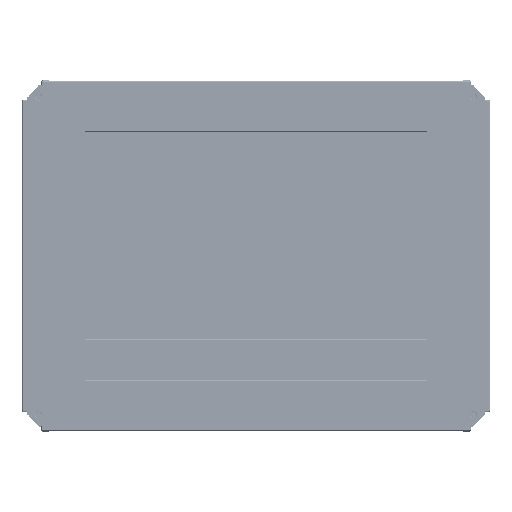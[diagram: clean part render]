
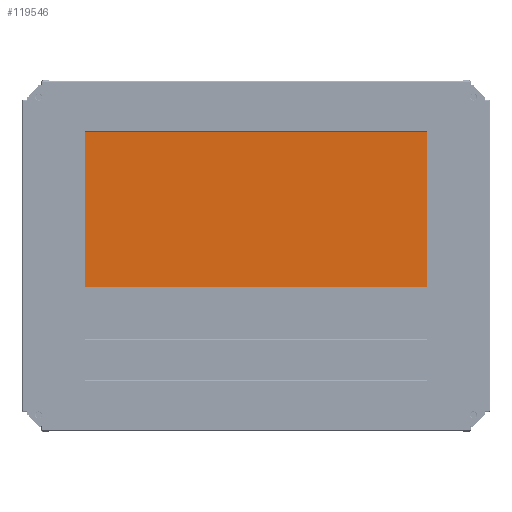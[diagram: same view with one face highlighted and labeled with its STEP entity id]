
A CAD part, front view. The second image highlights one B-rep face of the part: STEP entity #119546.
In plain terms, the highlighted planar face has unit normal (0, -1, 0).
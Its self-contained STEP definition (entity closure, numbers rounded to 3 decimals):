
#114 = DIRECTION ( 'NONE',  ( 0., 1., 0. ) ) ;
#1030 = ORIENTED_EDGE ( 'NONE', *, *, #141703, .F. ) ;
#2413 = PLANE ( 'NONE',  #294218 ) ;
#3977 = ORIENTED_EDGE ( 'NONE', *, *, #177642, .F. ) ;
#7423 = CARTESIAN_POINT ( 'NONE',  ( 308., 18., 215. ) ) ;
#14600 = DIRECTION ( 'NONE',  ( -1., 0., 0. ) ) ;
#18583 = CARTESIAN_POINT ( 'NONE',  ( -308., 18., 215. ) ) ;
#24535 = DIRECTION ( 'NONE',  ( 0., 0., 1. ) ) ;
#30276 = CARTESIAN_POINT ( 'NONE',  ( -292., 18., -52.5 ) ) ;
#31949 = CARTESIAN_POINT ( 'NONE',  ( 292., 18., -55. ) ) ;
#34474 = CARTESIAN_POINT ( 'NONE',  ( 308., 18., -55. ) ) ;
#37059 = VECTOR ( 'NONE', #85583, 1000. ) ;
#46030 = EDGE_CURVE ( 'NONE', #186410, #86634, #172570, .T. ) ;
#50482 = CARTESIAN_POINT ( 'NONE',  ( -308., 18., -55. ) ) ;
#50505 = VECTOR ( 'NONE', #14600, 1000. ) ;
#51903 = DIRECTION ( 'NONE',  ( 0., 0., 1. ) ) ;
#53060 = VERTEX_POINT ( 'NONE', #30276 ) ;
#54524 = CARTESIAN_POINT ( 'NONE',  ( 308., 18., 215. ) ) ;
#58189 = DIRECTION ( 'NONE',  ( 1., 0., 0. ) ) ;
#61485 = VECTOR ( 'NONE', #290594, 1000. ) ;
#66021 = LINE ( 'NONE', #54524, #172202 ) ;
#67889 = CARTESIAN_POINT ( 'NONE',  ( 308., 18., -55. ) ) ;
#70379 = LINE ( 'NONE', #34474, #61485 ) ;
#71846 = EDGE_CURVE ( 'NONE', #159960, #298875, #156611, .T. ) ;
#75738 = DIRECTION ( 'NONE',  ( 0., 0., 1. ) ) ;
#85583 = DIRECTION ( 'NONE',  ( 0., 0., -1. ) ) ;
#86634 = VERTEX_POINT ( 'NONE', #347081 ) ;
#87322 = VERTEX_POINT ( 'NONE', #191744 ) ;
#87961 = VERTEX_POINT ( 'NONE', #50482 ) ;
#88441 = LINE ( 'NONE', #161952, #145878 ) ;
#97389 = EDGE_CURVE ( 'NONE', #345835, #159960, #88441, .T. ) ;
#107511 = DIRECTION ( 'NONE',  ( -1., 0., 0. ) ) ;
#108125 = LINE ( 'NONE', #67889, #50505 ) ;
#117843 = ORIENTED_EDGE ( 'NONE', *, *, #135318, .F. ) ;
#119546 = ADVANCED_FACE ( 'NONE', ( #123213 ), #2413, .F. ) ;
#123213 = FACE_OUTER_BOUND ( 'NONE', #256550, .T. ) ;
#126284 = CARTESIAN_POINT ( 'NONE',  ( -292., 18., 212.5 ) ) ;
#132002 = EDGE_CURVE ( 'NONE', #87322, #186410, #108125, .T. ) ;
#132444 = VECTOR ( 'NONE', #75738, 1000. ) ;
#133026 = EDGE_CURVE ( 'NONE', #53060, #340992, #320426, .T. ) ;
#134769 = ORIENTED_EDGE ( 'NONE', *, *, #71846, .F. ) ;
#134789 = CARTESIAN_POINT ( 'NONE',  ( -292., 18., 215. ) ) ;
#134817 = CARTESIAN_POINT ( 'NONE',  ( 308., 18., 215. ) ) ;
#135318 = EDGE_CURVE ( 'NONE', #151019, #221100, #66021, .T. ) ;
#135646 = LINE ( 'NONE', #134789, #365737 ) ;
#141703 = EDGE_CURVE ( 'NONE', #298875, #87322, #348391, .T. ) ;
#143644 = CARTESIAN_POINT ( 'NONE',  ( -292., 18., -52.5 ) ) ;
#145878 = VECTOR ( 'NONE', #24535, 1000. ) ;
#147749 = VECTOR ( 'NONE', #164460, 1000. ) ;
#151019 = VERTEX_POINT ( 'NONE', #262564 ) ;
#156611 = LINE ( 'NONE', #134817, #147749 ) ;
#158452 = ORIENTED_EDGE ( 'NONE', *, *, #167291, .F. ) ;
#159960 = VERTEX_POINT ( 'NONE', #270871 ) ;
#161952 = CARTESIAN_POINT ( 'NONE',  ( 292., 18., 212.5 ) ) ;
#164460 = DIRECTION ( 'NONE',  ( 1., 0., 0. ) ) ;
#166839 = CARTESIAN_POINT ( 'NONE',  ( 292., 18., -52.5 ) ) ;
#167291 = EDGE_CURVE ( 'NONE', #340992, #87961, #70379, .T. ) ;
#172202 = VECTOR ( 'NONE', #58189, 1000. ) ;
#172570 = LINE ( 'NONE', #219154, #132444 ) ;
#177642 = EDGE_CURVE ( 'NONE', #221100, #198402, #135646, .T. ) ;
#186410 = VERTEX_POINT ( 'NONE', #31949 ) ;
#191744 = CARTESIAN_POINT ( 'NONE',  ( 308., 18., -55. ) ) ;
#195933 = ORIENTED_EDGE ( 'NONE', *, *, #46030, .F. ) ;
#197350 = ORIENTED_EDGE ( 'NONE', *, *, #133026, .F. ) ;
#198402 = VERTEX_POINT ( 'NONE', #217615 ) ;
#199674 = EDGE_CURVE ( 'NONE', #198402, #345835, #355320, .T. ) ;
#205365 = DIRECTION ( 'NONE',  ( 0., 0., -1. ) ) ;
#211896 = CARTESIAN_POINT ( 'NONE',  ( 308., 18., 215. ) ) ;
#213014 = VECTOR ( 'NONE', #107511, 1000. ) ;
#217615 = CARTESIAN_POINT ( 'NONE',  ( -292., 18., 212.5 ) ) ;
#219154 = CARTESIAN_POINT ( 'NONE',  ( 292., 18., -55. ) ) ;
#219158 = CARTESIAN_POINT ( 'NONE',  ( 0., 18., 80. ) ) ;
#221100 = VERTEX_POINT ( 'NONE', #329496 ) ;
#221911 = LINE ( 'NONE', #166839, #213014 ) ;
#226776 = VECTOR ( 'NONE', #240066, 1000. ) ;
#229867 = VECTOR ( 'NONE', #51903, 1000. ) ;
#231430 = ORIENTED_EDGE ( 'NONE', *, *, #241597, .F. ) ;
#240066 = DIRECTION ( 'NONE',  ( 1., 0., 0. ) ) ;
#241597 = EDGE_CURVE ( 'NONE', #87961, #151019, #260742, .T. ) ;
#255522 = EDGE_CURVE ( 'NONE', #86634, #53060, #221911, .T. ) ;
#256550 = EDGE_LOOP ( 'NONE', ( #3977, #117843, #231430, #158452, #197350, #337441, #195933, #309520, #1030, #134769, #266415, #351672 ) ) ;
#260742 = LINE ( 'NONE', #18583, #229867 ) ;
#262564 = CARTESIAN_POINT ( 'NONE',  ( -308., 18., 215. ) ) ;
#266415 = ORIENTED_EDGE ( 'NONE', *, *, #97389, .F. ) ;
#270871 = CARTESIAN_POINT ( 'NONE',  ( 292., 18., 215. ) ) ;
#273363 = DIRECTION ( 'NONE',  ( 0., 0., -1. ) ) ;
#290594 = DIRECTION ( 'NONE',  ( -1., 0., 0. ) ) ;
#290851 = VECTOR ( 'NONE', #205365, 1000. ) ;
#294218 = AXIS2_PLACEMENT_3D ( 'NONE', #219158, #114, #296794 ) ;
#296794 = DIRECTION ( 'NONE',  ( 0., 0., 1. ) ) ;
#298875 = VERTEX_POINT ( 'NONE', #211896 ) ;
#300716 = CARTESIAN_POINT ( 'NONE',  ( -292., 18., -55. ) ) ;
#309520 = ORIENTED_EDGE ( 'NONE', *, *, #132002, .F. ) ;
#320426 = LINE ( 'NONE', #143644, #37059 ) ;
#321887 = CARTESIAN_POINT ( 'NONE',  ( 292., 18., 212.5 ) ) ;
#329496 = CARTESIAN_POINT ( 'NONE',  ( -292., 18., 215. ) ) ;
#337441 = ORIENTED_EDGE ( 'NONE', *, *, #255522, .F. ) ;
#340992 = VERTEX_POINT ( 'NONE', #300716 ) ;
#345835 = VERTEX_POINT ( 'NONE', #321887 ) ;
#347081 = CARTESIAN_POINT ( 'NONE',  ( 292., 18., -52.5 ) ) ;
#348391 = LINE ( 'NONE', #7423, #290851 ) ;
#351672 = ORIENTED_EDGE ( 'NONE', *, *, #199674, .F. ) ;
#355320 = LINE ( 'NONE', #126284, #226776 ) ;
#365737 = VECTOR ( 'NONE', #273363, 1000. ) ;
